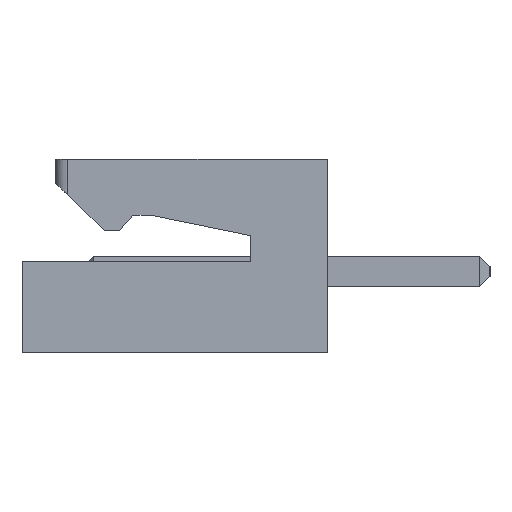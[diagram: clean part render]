
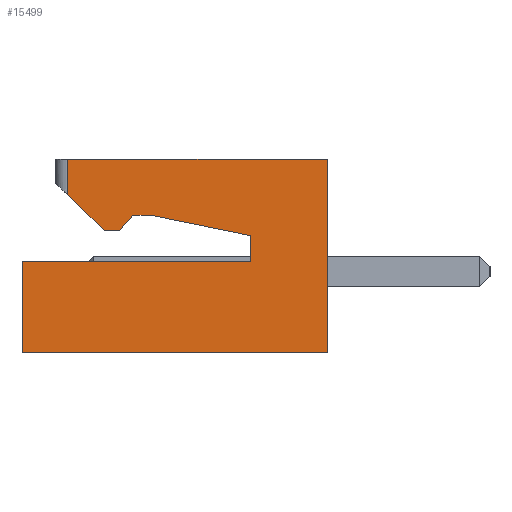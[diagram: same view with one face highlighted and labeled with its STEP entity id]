
A CAD part, left-side view. The second image highlights one B-rep face of the part: STEP entity #15499.
In plain terms, the highlighted planar face has unit normal (-1, 0, 0).
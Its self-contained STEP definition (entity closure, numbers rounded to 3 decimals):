
#336 = VECTOR ( 'NONE', #7367, 1000. ) ;
#379 = LINE ( 'NONE', #1699, #4416 ) ;
#801 = EDGE_CURVE ( 'NONE', #7814, #12619, #19007, .T. ) ;
#1432 = VECTOR ( 'NONE', #7011, 1000. ) ;
#1454 = CARTESIAN_POINT ( 'NONE',  ( -2.5, 6., 2.2 ) ) ;
#1614 = VERTEX_POINT ( 'NONE', #17726 ) ;
#1699 = CARTESIAN_POINT ( 'NONE',  ( -2.5, 4.086, 0.8 ) ) ;
#2139 = DIRECTION ( 'NONE',  ( 0., 0., 1. ) ) ;
#2359 = CARTESIAN_POINT ( 'NONE',  ( -2.5, 5.1, 1.5 ) ) ;
#2415 = EDGE_CURVE ( 'NONE', #6970, #12619, #9848, .T. ) ;
#2506 = CARTESIAN_POINT ( 'NONE',  ( -2.5, 0., -1.6 ) ) ;
#2631 = ORIENTED_EDGE ( 'NONE', *, *, #7680, .F. ) ;
#3208 = VECTOR ( 'NONE', #3628, 1000. ) ;
#3275 = CARTESIAN_POINT ( 'NONE',  ( -2.5, 4.086, 0.8 ) ) ;
#3488 = VECTOR ( 'NONE', #2139, 1000. ) ;
#3529 = VERTEX_POINT ( 'NONE', #14927 ) ;
#3543 = VECTOR ( 'NONE', #10723, 1000. ) ;
#3628 = DIRECTION ( 'NONE',  ( 0., -1., 0. ) ) ;
#3904 = DIRECTION ( 'NONE',  ( 0., -1., 0. ) ) ;
#4179 = ORIENTED_EDGE ( 'NONE', *, *, #15728, .F. ) ;
#4416 = VECTOR ( 'NONE', #4576, 1000. ) ;
#4576 = DIRECTION ( 'NONE',  ( 0., 0.661, -0.75 ) ) ;
#4616 = CARTESIAN_POINT ( 'NONE',  ( -2.5, 3.821, 1.1 ) ) ;
#4653 = LINE ( 'NONE', #6034, #17363 ) ;
#4768 = CARTESIAN_POINT ( 'NONE',  ( -2.5, 3.46, 1.1 ) ) ;
#4809 = CARTESIAN_POINT ( 'NONE',  ( -2.5, 6., -1.6 ) ) ;
#4832 = LINE ( 'NONE', #18002, #10725 ) ;
#5137 = VECTOR ( 'NONE', #18708, 1000. ) ;
#5245 = DIRECTION ( 'NONE',  ( 0., 0., 1. ) ) ;
#6034 = CARTESIAN_POINT ( 'NONE',  ( -2.5, 5.1, 1.5 ) ) ;
#6316 = AXIS2_PLACEMENT_3D ( 'NONE', #11438, #11249, #17300 ) ;
#6960 = VECTOR ( 'NONE', #17387, 1000. ) ;
#6965 = CARTESIAN_POINT ( 'NONE',  ( -2.5, 4.386, 0.8 ) ) ;
#6970 = VERTEX_POINT ( 'NONE', #15886 ) ;
#7011 = DIRECTION ( 'NONE',  ( 0., 0., 1. ) ) ;
#7367 = DIRECTION ( 'NONE',  ( 0., -1., 0. ) ) ;
#7422 = EDGE_CURVE ( 'NONE', #12268, #10458, #379, .T. ) ;
#7427 = ORIENTED_EDGE ( 'NONE', *, *, #10921, .F. ) ;
#7647 = DIRECTION ( 'NONE',  ( 0., 1., 0. ) ) ;
#7680 = EDGE_CURVE ( 'NONE', #16849, #10910, #4653, .T. ) ;
#7814 = VERTEX_POINT ( 'NONE', #18129 ) ;
#8261 = LINE ( 'NONE', #11589, #12839 ) ;
#8385 = LINE ( 'NONE', #6965, #5137 ) ;
#8605 = VERTEX_POINT ( 'NONE', #4768 ) ;
#8981 = DIRECTION ( 'NONE',  ( 0., 0.714, 0.7 ) ) ;
#9260 = ORIENTED_EDGE ( 'NONE', *, *, #9262, .F. ) ;
#9262 = EDGE_CURVE ( 'NONE', #11139, #1614, #13913, .T. ) ;
#9338 = VECTOR ( 'NONE', #5245, 1000. ) ;
#9359 = CARTESIAN_POINT ( 'NONE',  ( -2.5, 1.5, 0.2 ) ) ;
#9848 = LINE ( 'NONE', #2506, #3488 ) ;
#10339 = EDGE_CURVE ( 'NONE', #10458, #16849, #8385, .T. ) ;
#10458 = VERTEX_POINT ( 'NONE', #3275 ) ;
#10515 = LINE ( 'NONE', #18117, #3543 ) ;
#10723 = DIRECTION ( 'NONE',  ( 0., 0., 1. ) ) ;
#10725 = VECTOR ( 'NONE', #7647, 1000. ) ;
#10910 = VERTEX_POINT ( 'NONE', #2359 ) ;
#10921 = EDGE_CURVE ( 'NONE', #1614, #13002, #8261, .T. ) ;
#11139 = VERTEX_POINT ( 'NONE', #17147 ) ;
#11215 = CARTESIAN_POINT ( 'NONE',  ( -2.5, 0., 2.2 ) ) ;
#11249 = DIRECTION ( 'NONE',  ( 1., 0., 0. ) ) ;
#11438 = CARTESIAN_POINT ( 'NONE',  ( -2.5, 6., -1.6 ) ) ;
#11589 = CARTESIAN_POINT ( 'NONE',  ( -2.5, 6., 0.2 ) ) ;
#11953 = ORIENTED_EDGE ( 'NONE', *, *, #12319, .F. ) ;
#12268 = VERTEX_POINT ( 'NONE', #4616 ) ;
#12319 = EDGE_CURVE ( 'NONE', #8605, #12268, #4832, .T. ) ;
#12351 = ORIENTED_EDGE ( 'NONE', *, *, #10339, .F. ) ;
#12363 = FACE_OUTER_BOUND ( 'NONE', #12903, .T. ) ;
#12619 = VERTEX_POINT ( 'NONE', #11215 ) ;
#12839 = VECTOR ( 'NONE', #3904, 1000. ) ;
#12903 = EDGE_LOOP ( 'NONE', ( #13707, #14707, #2631, #12351, #14633, #11953, #4179, #15127, #7427, #9260, #16666, #17075 ) ) ;
#13002 = VERTEX_POINT ( 'NONE', #9359 ) ;
#13062 = LINE ( 'NONE', #14698, #6960 ) ;
#13707 = ORIENTED_EDGE ( 'NONE', *, *, #801, .F. ) ;
#13913 = LINE ( 'NONE', #15054, #9338 ) ;
#14027 = LINE ( 'NONE', #15557, #1432 ) ;
#14633 = ORIENTED_EDGE ( 'NONE', *, *, #7422, .F. ) ;
#14698 = CARTESIAN_POINT ( 'NONE',  ( -2.5, 1.5, 0.7 ) ) ;
#14707 = ORIENTED_EDGE ( 'NONE', *, *, #18541, .F. ) ;
#14927 = CARTESIAN_POINT ( 'NONE',  ( -2.5, 1.5, 0.7 ) ) ;
#15054 = CARTESIAN_POINT ( 'NONE',  ( -2.5, 6., -1.6 ) ) ;
#15127 = ORIENTED_EDGE ( 'NONE', *, *, #16029, .F. ) ;
#15499 = ADVANCED_FACE ( 'NONE', ( #12363 ), #18679, .F. ) ;
#15557 = CARTESIAN_POINT ( 'NONE',  ( -2.5, 5.1, 2.2 ) ) ;
#15728 = EDGE_CURVE ( 'NONE', #3529, #8605, #13062, .T. ) ;
#15886 = CARTESIAN_POINT ( 'NONE',  ( -2.5, 0., -1.6 ) ) ;
#16029 = EDGE_CURVE ( 'NONE', #13002, #3529, #10515, .T. ) ;
#16551 = LINE ( 'NONE', #4809, #3208 ) ;
#16666 = ORIENTED_EDGE ( 'NONE', *, *, #17392, .T. ) ;
#16849 = VERTEX_POINT ( 'NONE', #18323 ) ;
#17075 = ORIENTED_EDGE ( 'NONE', *, *, #2415, .T. ) ;
#17147 = CARTESIAN_POINT ( 'NONE',  ( -2.5, 6., -1.6 ) ) ;
#17300 = DIRECTION ( 'NONE',  ( 0., 0., -1. ) ) ;
#17363 = VECTOR ( 'NONE', #8981, 1000. ) ;
#17387 = DIRECTION ( 'NONE',  ( 0., 0.98, 0.2 ) ) ;
#17392 = EDGE_CURVE ( 'NONE', #11139, #6970, #16551, .T. ) ;
#17726 = CARTESIAN_POINT ( 'NONE',  ( -2.5, 6., 0.2 ) ) ;
#18002 = CARTESIAN_POINT ( 'NONE',  ( -2.5, 3.821, 1.1 ) ) ;
#18117 = CARTESIAN_POINT ( 'NONE',  ( -2.5, 1.5, 0.2 ) ) ;
#18129 = CARTESIAN_POINT ( 'NONE',  ( -2.5, 5.1, 2.2 ) ) ;
#18323 = CARTESIAN_POINT ( 'NONE',  ( -2.5, 4.386, 0.8 ) ) ;
#18541 = EDGE_CURVE ( 'NONE', #10910, #7814, #14027, .T. ) ;
#18679 = PLANE ( 'NONE',  #6316 ) ;
#18708 = DIRECTION ( 'NONE',  ( 0., 1., 0. ) ) ;
#19007 = LINE ( 'NONE', #1454, #336 ) ;
